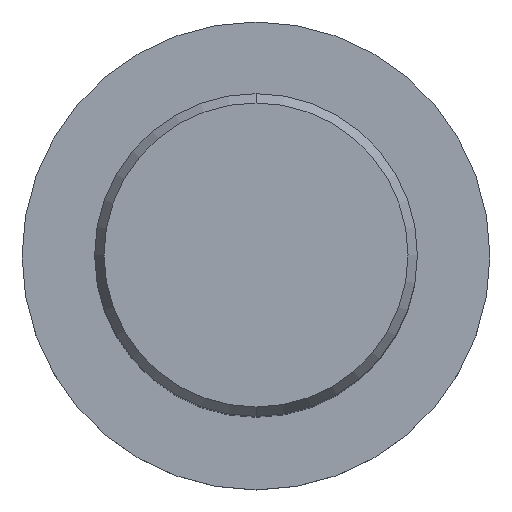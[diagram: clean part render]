
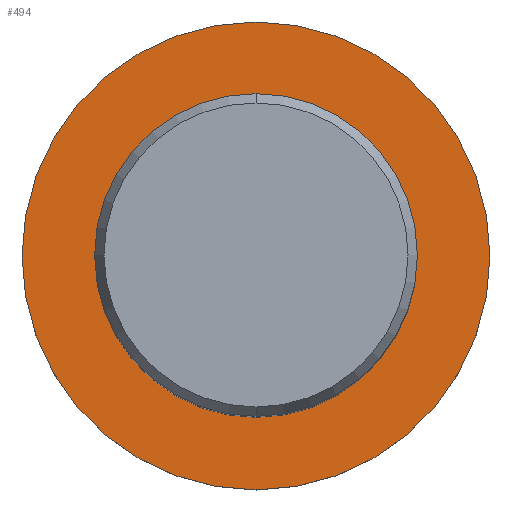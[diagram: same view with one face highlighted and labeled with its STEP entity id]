
A CAD part, top view. The second image highlights one B-rep face of the part: STEP entity #494.
In plain terms, the highlighted planar face has unit normal (0, 0, 1).
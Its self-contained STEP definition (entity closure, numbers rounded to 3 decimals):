
#190=VERTEX_POINT('',#523);
#224=VERTEX_POINT('',#562);
#302=VERTEX_POINT('',#647);
#316=EDGE_CURVE('',#224,#486,#661,.T.);
#318=EDGE_CURVE('',#486,#224,#663,.T.);
#340=EDGE_CURVE('',#302,#190,#685,.T.);
#484=EDGE_CURVE('',#190,#302,#845,.T.);
#486=VERTEX_POINT('',#847);
#494=ADVANCED_FACE('',(#855,#856),#857,.T.);
#523=CARTESIAN_POINT('',(0.0,20.0,-70.0));
#562=CARTESIAN_POINT('',(0.0,29.0,-70.0));
#647=CARTESIAN_POINT('',(0.,-20.0,-70.0));
#661=CIRCLE('',#1162,29.0);
#663=CIRCLE('',#1165,29.0);
#685=CIRCLE('',#1198,20.0);
#845=CIRCLE('',#1574,20.0);
#847=CARTESIAN_POINT('',(0.,-29.0,-70.0));
#855=FACE_BOUND('',#1588,.T.);
#856=FACE_OUTER_BOUND('',#1589,.T.);
#857=PLANE('',#1590);
#1162=AXIS2_PLACEMENT_3D('',#1763,#1764,#1765);
#1165=AXIS2_PLACEMENT_3D('',#1766,#1767,#1768);
#1198=AXIS2_PLACEMENT_3D('',#1784,#1785,#1786);
#1574=AXIS2_PLACEMENT_3D('',#1974,#1975,#1976);
#1588=EDGE_LOOP('',(#1985,#1986));
#1589=EDGE_LOOP('',(#1987,#1988));
#1590=AXIS2_PLACEMENT_3D('',#1989,#1990,#1991);
#1763=CARTESIAN_POINT('',(0.0,0.0,-70.0));
#1764=DIRECTION('',(0.0,0.0,-1.0));
#1765=DIRECTION('',(0.0,1.0,0.0));
#1766=CARTESIAN_POINT('',(0.0,0.0,-70.0));
#1767=DIRECTION('',(0.0,0.0,-1.0));
#1768=DIRECTION('',(0.0,1.0,0.0));
#1784=CARTESIAN_POINT('',(0.0,0.0,-70.0));
#1785=DIRECTION('',(-0.0,0.0,-1.0));
#1786=DIRECTION('',(0.0,1.0,0.0));
#1974=CARTESIAN_POINT('',(0.0,0.0,-70.0));
#1975=DIRECTION('',(-0.0,0.0,-1.0));
#1976=DIRECTION('',(0.0,1.0,0.0));
#1985=ORIENTED_EDGE('',*,*,#484,.T.);
#1986=ORIENTED_EDGE('',*,*,#340,.T.);
#1987=ORIENTED_EDGE('',*,*,#316,.F.);
#1988=ORIENTED_EDGE('',*,*,#318,.F.);
#1989=CARTESIAN_POINT('',(0.0,14.5,-70.0));
#1990=DIRECTION('',(-0.0,0.0,1.0));
#1991=DIRECTION('',(0.0,-1.0,0.0));
